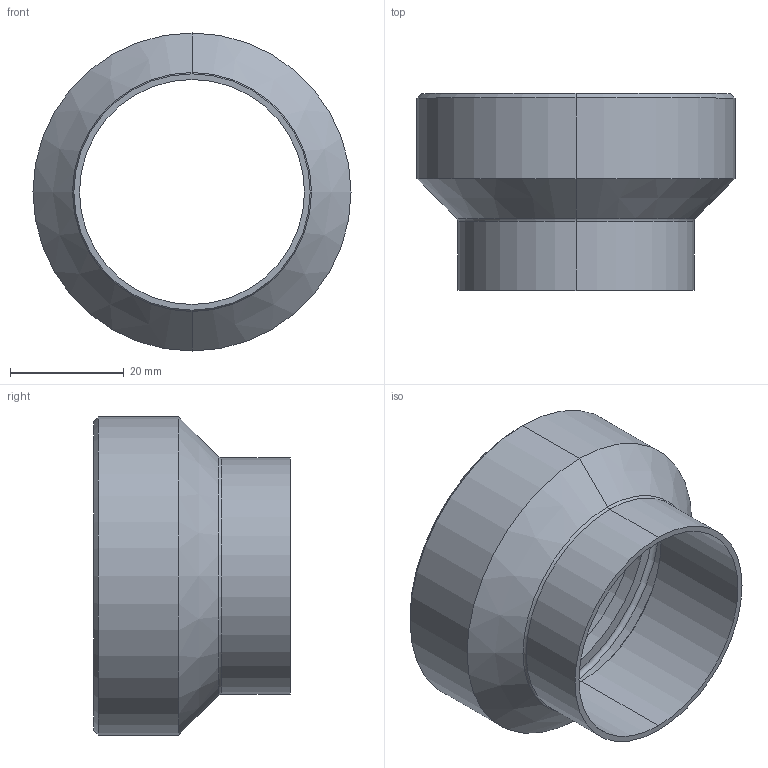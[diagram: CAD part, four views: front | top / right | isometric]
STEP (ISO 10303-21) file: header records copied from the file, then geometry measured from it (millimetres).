
FILE_DESCRIPTION (( 'STEP AP214' ), '1' );
FILE_NAME ('02 - Bride corps V0.5.STEP', '2021-02-09T14:02:44', ( '' ), ( '' ), 'SwSTEP 2.0', 'SolidWorks 2020', '' );
FILE_SCHEMA (( 'AUTOMOTIVE_DESIGN' ));
Length unit declared in the file: millimetre
Products named in the file (1): 02 - Bride corps V0.5
Bounding box: 56 x 34.67 x 56 mm (x, y, z)
Volume: 15418.1 mm3; surface area: 13182.7 mm2
Topology: 1 solids, 1 shells, 41 faces, 82 edges, 48 vertices
Faces by surface type: cylinder 16, torus 12, plane 7, cone 6
Entity records: 1114 total; most frequent: DIRECTION 226, CARTESIAN_POINT 172, ORIENTED_EDGE 164, AXIS2_PLACEMENT_3D 102, EDGE_CURVE 82, CIRCLE 60, EDGE_LOOP 48, VERTEX_POINT 48
